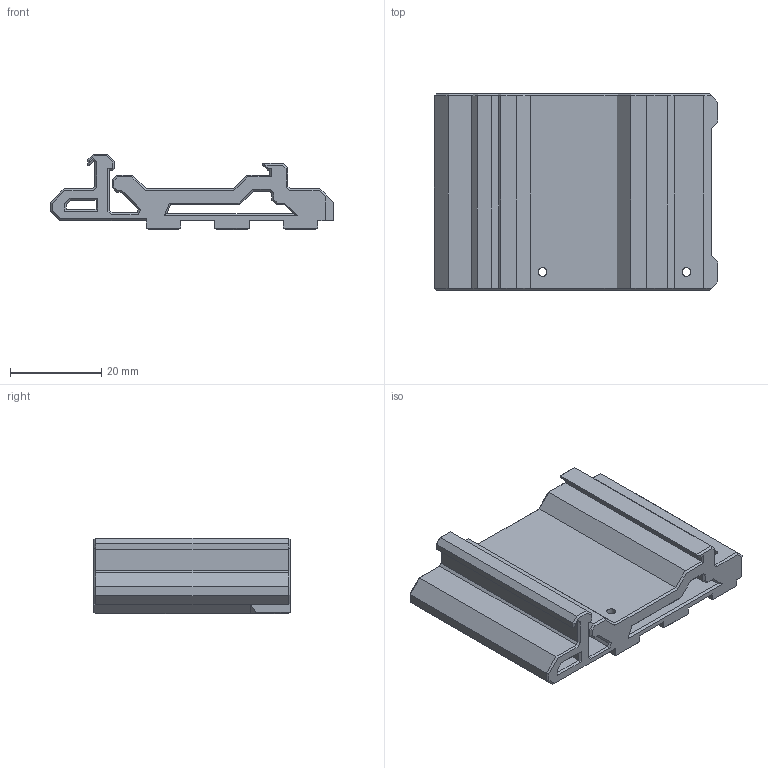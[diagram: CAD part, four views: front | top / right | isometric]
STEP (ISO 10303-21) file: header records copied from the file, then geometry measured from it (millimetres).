
FILE_DESCRIPTION(/* description */ (''),/* implementation_level */ '2;1');
FILE_NAME(/* name */ 'Pi Expansion Clips.step',/* time_stamp */ '2023-02-05T11:29:20-08:00',/* author */ (''),/* organization */ (''),/* preprocessor_version */ 'ST-DEVELOPER v19.2',/* originating_system */ 'Autodesk Translation Framework v11.17.0.187',/* authorisation */ '');
FILE_SCHEMA (('AUTOMOTIVE_DESIGN { 1 0 10303 214 3 1 1 }'));
Length unit declared in the file: millimetre
Products named in the file (2): PCB DIN Clips; Pi Expansion Mount
Assembly tree (1 placements, depth 2):
  PCB DIN Clips
    Pi Expansion Mount
Bounding box: 62 x 43 x 16.6 mm (x, y, z)
Volume: 18880.8 mm3; surface area: 12404 mm2
Topology: 1 solids, 1 shells, 225 faces, 542 edges, 320 vertices
Faces by surface type: plane 221, cylinder 3, cone 1
Full cylindrical faces by diameter (mm): 1.9 x2, 2.7 x1
Entity records: 6327 total; most frequent: CARTESIAN_POINT 1090, ORIENTED_EDGE 1084, DIRECTION 1005, EDGE_CURVE 542, LINE 535, VECTOR 535, VERTEX_POINT 320, AXIS2_PLACEMENT_3D 235
